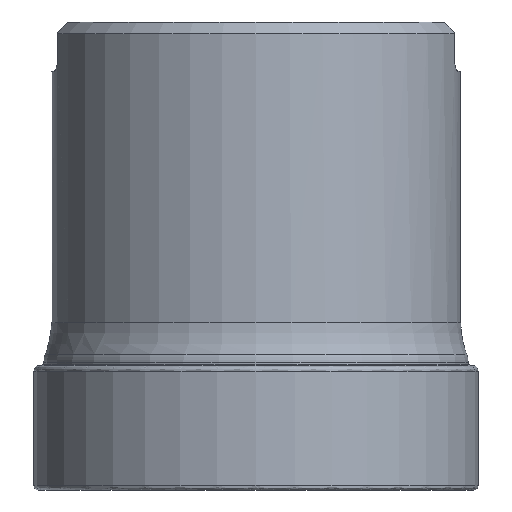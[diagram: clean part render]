
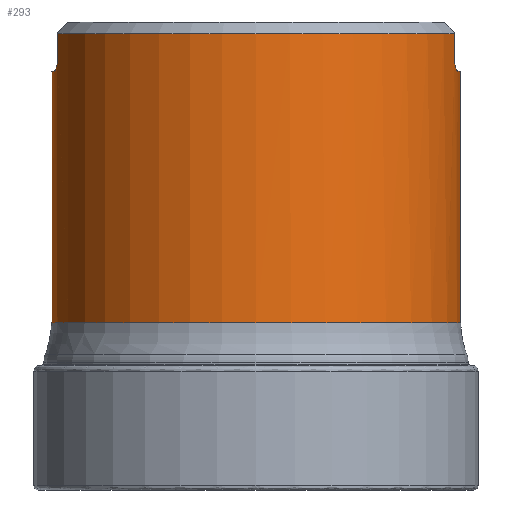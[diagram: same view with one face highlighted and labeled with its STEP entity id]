
A CAD part, left-side view. The second image highlights one B-rep face of the part: STEP entity #293.
In plain terms, the highlighted cylindrical face has radius 17.5 mm (diameter 35 mm), a full revolution.
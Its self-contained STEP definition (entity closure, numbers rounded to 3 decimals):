
#39=CYLINDRICAL_SURFACE('',#1464,17.5);
#100=LINE('',#2308,#140);
#101=LINE('',#2310,#141);
#102=LINE('',#2351,#142);
#103=LINE('',#2355,#143);
#140=VECTOR('',#1700,1.);
#141=VECTOR('',#1701,1.);
#142=VECTOR('',#1704,1.);
#143=VECTOR('',#1707,1.);
#293=ADVANCED_FACE('',(#491,#492),#39,.T.);
#415=B_SPLINE_CURVE_WITH_KNOTS('',3,(#2312,#2313,#2314,#2315,#2316,#2317,
#2318,#2319,#2320,#2321,#2322,#2323,#2324,#2325,#2326,#2327,#2328,#2329,
#2330),.UNSPECIFIED.,.F.,.F.,(4,3,3,3,3,3,4),(0.,0.066,0.362,
0.762,0.864,0.947,1.),.UNSPECIFIED.);
#416=B_SPLINE_CURVE_WITH_KNOTS('',3,(#2334,#2335,#2336,#2337,#2338,#2339,
#2340,#2341,#2342,#2343,#2344,#2345,#2346,#2347,#2348,#2349),
 .UNSPECIFIED.,.F.,.F.,(4,3,3,3,3,4),(0.,0.048,0.123,
0.383,0.773,1.),.UNSPECIFIED.);
#417=B_SPLINE_CURVE_WITH_KNOTS('',3,(#2357,#2358,#2359,#2360,#2361,#2362,
#2363,#2364,#2365,#2366,#2367,#2368,#2369,#2370,#2371,#2372,#2373,#2374,
#2375),.UNSPECIFIED.,.F.,.F.,(4,3,3,3,3,3,4),(0.,0.066,0.362,
0.762,0.864,0.947,1.),.UNSPECIFIED.);
#418=B_SPLINE_CURVE_WITH_KNOTS('',3,(#2379,#2380,#2381,#2382,#2383,#2384,
#2385,#2386,#2387,#2388,#2389,#2390,#2391,#2392,#2393,#2394),
 .UNSPECIFIED.,.F.,.F.,(4,3,3,3,3,4),(0.,0.048,0.123,
0.383,0.773,1.),.UNSPECIFIED.);
#491=FACE_BOUND('',#593,.T.);
#492=FACE_BOUND('',#594,.T.);
#593=EDGE_LOOP('',(#749,#750,#751,#752,#753,#754,#755,#756,#757,#758,#759,
#760));
#594=EDGE_LOOP('',(#761));
#749=ORIENTED_EDGE('',*,*,#1193,.T.);
#750=ORIENTED_EDGE('',*,*,#1181,.F.);
#751=ORIENTED_EDGE('',*,*,#1194,.F.);
#752=ORIENTED_EDGE('',*,*,#1195,.F.);
#753=ORIENTED_EDGE('',*,*,#1196,.F.);
#754=ORIENTED_EDGE('',*,*,#1197,.F.);
#755=ORIENTED_EDGE('',*,*,#1198,.T.);
#756=ORIENTED_EDGE('',*,*,#1199,.F.);
#757=ORIENTED_EDGE('',*,*,#1200,.F.);
#758=ORIENTED_EDGE('',*,*,#1201,.F.);
#759=ORIENTED_EDGE('',*,*,#1202,.F.);
#760=ORIENTED_EDGE('',*,*,#1203,.F.);
#761=ORIENTED_EDGE('',*,*,#1204,.T.);
#1052=VERTEX_POINT('',#2256);
#1056=VERTEX_POINT('',#2279);
#1067=VERTEX_POINT('',#2309);
#1068=VERTEX_POINT('',#2311);
#1069=VERTEX_POINT('',#2331);
#1070=VERTEX_POINT('',#2333);
#1071=VERTEX_POINT('',#2350);
#1072=VERTEX_POINT('',#2352);
#1073=VERTEX_POINT('',#2354);
#1074=VERTEX_POINT('',#2356);
#1075=VERTEX_POINT('',#2376);
#1076=VERTEX_POINT('',#2378);
#1077=VERTEX_POINT('',#2396);
#1181=EDGE_CURVE('',#1056,#1052,#1348,.T.);
#1193=EDGE_CURVE('',#1067,#1052,#100,.T.);
#1194=EDGE_CURVE('',#1068,#1056,#101,.T.);
#1195=EDGE_CURVE('',#1069,#1068,#415,.T.);
#1196=EDGE_CURVE('',#1070,#1069,#1358,.T.);
#1197=EDGE_CURVE('',#1071,#1070,#416,.T.);
#1198=EDGE_CURVE('',#1071,#1072,#102,.T.);
#1199=EDGE_CURVE('',#1073,#1072,#1359,.T.);
#1200=EDGE_CURVE('',#1074,#1073,#103,.T.);
#1201=EDGE_CURVE('',#1075,#1074,#417,.T.);
#1202=EDGE_CURVE('',#1076,#1075,#1360,.T.);
#1203=EDGE_CURVE('',#1067,#1076,#418,.T.);
#1204=EDGE_CURVE('',#1077,#1077,#1361,.T.);
#1348=CIRCLE('',#1444,17.5);
#1358=CIRCLE('',#1460,17.5);
#1359=CIRCLE('',#1461,17.5);
#1360=CIRCLE('',#1462,17.5);
#1361=CIRCLE('',#1463,17.5);
#1444=AXIS2_PLACEMENT_3D('',#2280,#1666,#1667);
#1460=AXIS2_PLACEMENT_3D('',#2332,#1702,#1703);
#1461=AXIS2_PLACEMENT_3D('',#2353,#1705,#1706);
#1462=AXIS2_PLACEMENT_3D('',#2377,#1708,#1709);
#1463=AXIS2_PLACEMENT_3D('',#2395,#1710,#1711);
#1464=AXIS2_PLACEMENT_3D('',#2397,#1712,#1713);
#1666=DIRECTION('',(0.,0.,1.));
#1667=DIRECTION('',(1.,0.,0.));
#1700=DIRECTION('',(0.,0.,1.));
#1701=DIRECTION('',(0.,0.,1.));
#1702=DIRECTION('',(0.,0.,1.));
#1703=DIRECTION('',(-1.,0.,0.));
#1704=DIRECTION('',(0.,0.,1.));
#1705=DIRECTION('',(0.,0.,1.));
#1706=DIRECTION('',(1.,0.,0.));
#1707=DIRECTION('',(0.,0.,1.));
#1708=DIRECTION('',(0.,0.,1.));
#1709=DIRECTION('',(-1.,0.,0.));
#1710=DIRECTION('',(0.,0.,1.));
#1711=DIRECTION('',(-1.,0.,0.));
#1712=DIRECTION('',(0.,0.,1.));
#1713=DIRECTION('',(1.,0.,0.));
#2256=CARTESIAN_POINT('',(4.297,16.964,-1.));
#2279=CARTESIAN_POINT('',(4.297,-16.964,-1.));
#2280=CARTESIAN_POINT('',(0.,0.,-1.));
#2308=CARTESIAN_POINT('',(4.297,16.964,-4.26));
#2309=CARTESIAN_POINT('',(4.297,16.964,-3.4));
#2310=CARTESIAN_POINT('',(4.297,-16.964,-4.26));
#2311=CARTESIAN_POINT('',(4.297,-16.964,-3.4));
#2312=CARTESIAN_POINT('',(3.024,-17.237,-4.2));
#2313=CARTESIAN_POINT('',(3.06,-17.23,-4.2));
#2314=CARTESIAN_POINT('',(3.095,-17.224,-4.198));
#2315=CARTESIAN_POINT('',(3.13,-17.218,-4.195));
#2316=CARTESIAN_POINT('',(3.285,-17.19,-4.181));
#2317=CARTESIAN_POINT('',(3.439,-17.159,-4.137));
#2318=CARTESIAN_POINT('',(3.581,-17.13,-4.074));
#2319=CARTESIAN_POINT('',(3.773,-17.09,-3.987));
#2320=CARTESIAN_POINT('',(3.951,-17.049,-3.865));
#2321=CARTESIAN_POINT('',(4.103,-17.012,-3.718));
#2322=CARTESIAN_POINT('',(4.142,-17.003,-3.68));
#2323=CARTESIAN_POINT('',(4.179,-16.994,-3.641));
#2324=CARTESIAN_POINT('',(4.213,-16.985,-3.597));
#2325=CARTESIAN_POINT('',(4.24,-16.979,-3.563));
#2326=CARTESIAN_POINT('',(4.265,-16.972,-3.525));
#2327=CARTESIAN_POINT('',(4.281,-16.968,-3.484));
#2328=CARTESIAN_POINT('',(4.291,-16.966,-3.457));
#2329=CARTESIAN_POINT('',(4.297,-16.964,-3.428));
#2330=CARTESIAN_POINT('',(4.297,-16.964,-3.4));
#2331=CARTESIAN_POINT('',(3.024,-17.237,-4.2));
#2332=CARTESIAN_POINT('',(0.,0.,-4.2));
#2333=CARTESIAN_POINT('',(-3.024,-17.237,-4.2));
#2334=CARTESIAN_POINT('',(-4.297,-16.964,-3.4));
#2335=CARTESIAN_POINT('',(-4.297,-16.964,-3.426));
#2336=CARTESIAN_POINT('',(-4.292,-16.965,-3.452));
#2337=CARTESIAN_POINT('',(-4.283,-16.968,-3.477));
#2338=CARTESIAN_POINT('',(-4.27,-16.971,-3.515));
#2339=CARTESIAN_POINT('',(-4.248,-16.977,-3.55));
#2340=CARTESIAN_POINT('',(-4.224,-16.983,-3.582));
#2341=CARTESIAN_POINT('',(-4.143,-17.003,-3.694));
#2342=CARTESIAN_POINT('',(-4.036,-17.029,-3.786));
#2343=CARTESIAN_POINT('',(-3.926,-17.054,-3.868));
#2344=CARTESIAN_POINT('',(-3.762,-17.092,-3.991));
#2345=CARTESIAN_POINT('',(-3.577,-17.132,-4.091));
#2346=CARTESIAN_POINT('',(-3.381,-17.17,-4.148));
#2347=CARTESIAN_POINT('',(-3.265,-17.193,-4.181));
#2348=CARTESIAN_POINT('',(-3.145,-17.216,-4.2));
#2349=CARTESIAN_POINT('',(-3.024,-17.237,-4.2));
#2350=CARTESIAN_POINT('',(-4.297,-16.964,-3.4));
#2351=CARTESIAN_POINT('',(-4.297,-16.964,-4.26));
#2352=CARTESIAN_POINT('',(-4.297,-16.964,-1.));
#2353=CARTESIAN_POINT('',(0.,0.,-1.));
#2354=CARTESIAN_POINT('',(-4.298,16.964,-1.));
#2355=CARTESIAN_POINT('',(-4.298,16.964,-4.26));
#2356=CARTESIAN_POINT('',(-4.298,16.964,-3.4));
#2357=CARTESIAN_POINT('',(-3.024,17.237,-4.2));
#2358=CARTESIAN_POINT('',(-3.06,17.23,-4.2));
#2359=CARTESIAN_POINT('',(-3.095,17.224,-4.198));
#2360=CARTESIAN_POINT('',(-3.13,17.218,-4.195));
#2361=CARTESIAN_POINT('',(-3.285,17.19,-4.181));
#2362=CARTESIAN_POINT('',(-3.439,17.159,-4.137));
#2363=CARTESIAN_POINT('',(-3.581,17.13,-4.074));
#2364=CARTESIAN_POINT('',(-3.773,17.09,-3.987));
#2365=CARTESIAN_POINT('',(-3.951,17.049,-3.865));
#2366=CARTESIAN_POINT('',(-4.103,17.012,-3.718));
#2367=CARTESIAN_POINT('',(-4.142,17.003,-3.68));
#2368=CARTESIAN_POINT('',(-4.179,16.994,-3.641));
#2369=CARTESIAN_POINT('',(-4.213,16.985,-3.597));
#2370=CARTESIAN_POINT('',(-4.24,16.979,-3.563));
#2371=CARTESIAN_POINT('',(-4.265,16.972,-3.525));
#2372=CARTESIAN_POINT('',(-4.281,16.968,-3.484));
#2373=CARTESIAN_POINT('',(-4.291,16.966,-3.457));
#2374=CARTESIAN_POINT('',(-4.298,16.964,-3.428));
#2375=CARTESIAN_POINT('',(-4.298,16.964,-3.4));
#2376=CARTESIAN_POINT('',(-3.024,17.237,-4.2));
#2377=CARTESIAN_POINT('',(0.,0.,-4.2));
#2378=CARTESIAN_POINT('',(3.024,17.237,-4.2));
#2379=CARTESIAN_POINT('',(4.297,16.964,-3.4));
#2380=CARTESIAN_POINT('',(4.297,16.964,-3.426));
#2381=CARTESIAN_POINT('',(4.292,16.965,-3.452));
#2382=CARTESIAN_POINT('',(4.283,16.968,-3.477));
#2383=CARTESIAN_POINT('',(4.27,16.971,-3.515));
#2384=CARTESIAN_POINT('',(4.248,16.977,-3.55));
#2385=CARTESIAN_POINT('',(4.224,16.983,-3.582));
#2386=CARTESIAN_POINT('',(4.143,17.003,-3.694));
#2387=CARTESIAN_POINT('',(4.036,17.029,-3.786));
#2388=CARTESIAN_POINT('',(3.926,17.054,-3.868));
#2389=CARTESIAN_POINT('',(3.762,17.092,-3.991));
#2390=CARTESIAN_POINT('',(3.577,17.132,-4.091));
#2391=CARTESIAN_POINT('',(3.381,17.17,-4.148));
#2392=CARTESIAN_POINT('',(3.265,17.193,-4.181));
#2393=CARTESIAN_POINT('',(3.145,17.216,-4.2));
#2394=CARTESIAN_POINT('',(3.024,17.237,-4.2));
#2395=CARTESIAN_POINT('',(0.,0.,-25.694));
#2396=CARTESIAN_POINT('',(-17.5,0.,-25.694));
#2397=CARTESIAN_POINT('',(0.,0.,0.));
